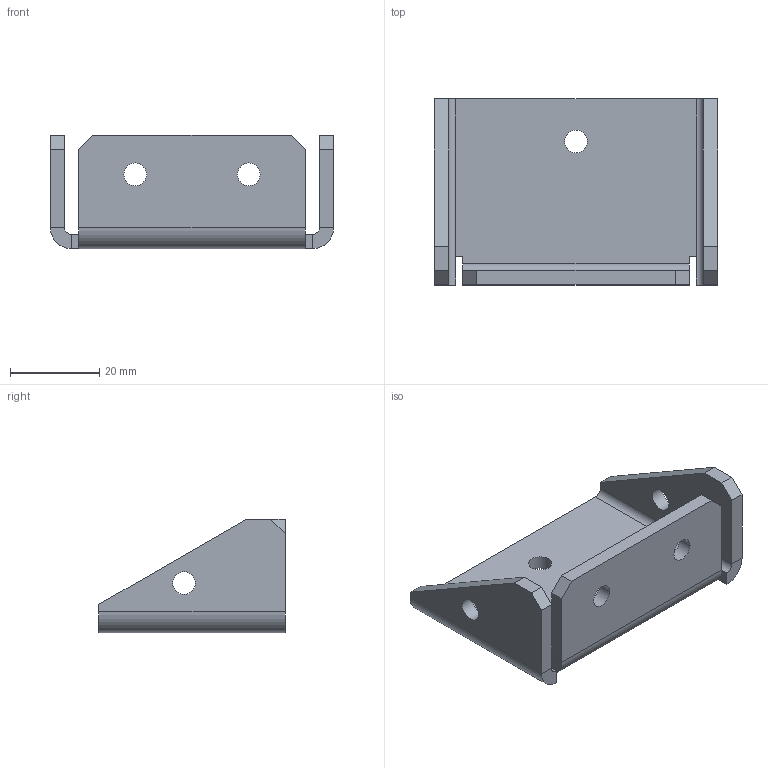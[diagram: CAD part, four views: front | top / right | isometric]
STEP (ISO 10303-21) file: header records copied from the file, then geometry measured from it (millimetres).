
FILE_DESCRIPTION(/* description */ (''),/* implementation_level */ '2;1');
FILE_NAME(/* name */ 'am-3675.ipt.stp',/* time_stamp */ '2017-12-14T10:11:12-08:00',/* author */ ('Autodesk Inc.'),/* organization */ ('Autodesk Inc.'),/* preprocessor_version */ 'ST-DEVELOPER v16.13',/* originating_system */ 'Autodesk Inventor 2018',/* authorisation */ '');
FILE_SCHEMA (('AUTOMOTIVE_DESIGN { 1 0 10303 214 3 1 1 }'));
Length unit declared in the file: inch
Products named in the file (1): am-3675
Bounding box: 63.4 x 41.66 x 25.4 mm (x, y, z)
Volume: 14813.5 mm3; surface area: 10619 mm2
Topology: 1 solids, 1 shells, 47 faces, 111 edges, 66 vertices
Faces by surface type: plane 36, cylinder 11
Full cylindrical faces by diameter (mm): 5.105 x5
Entity records: 1351 total; most frequent: DIRECTION 224, CARTESIAN_POINT 220, ORIENTED_EDGE 212, EDGE_CURVE 106, LINE 84, VECTOR 84, AXIS2_PLACEMENT_3D 70, VERTEX_POINT 66
